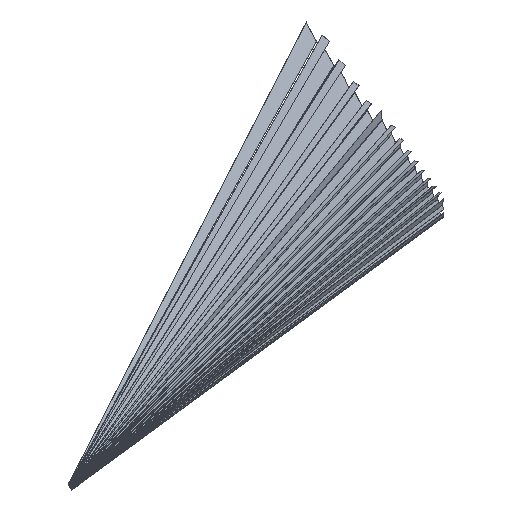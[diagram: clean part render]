
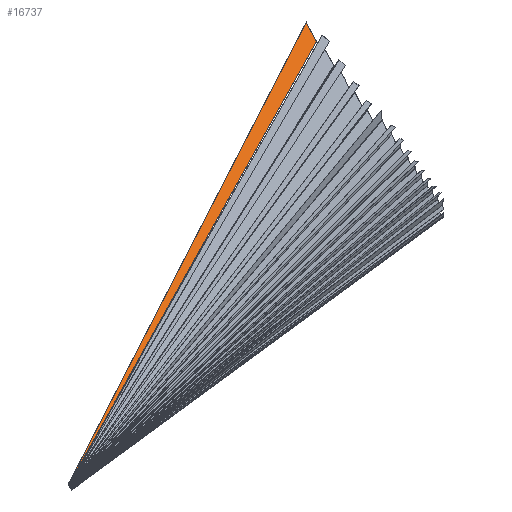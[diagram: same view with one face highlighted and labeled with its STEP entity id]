
A CAD part, isometric view. The second image highlights one B-rep face of the part: STEP entity #16737.
In plain terms, the highlighted planar face has unit normal (-0.013, -0.74, 0.672).
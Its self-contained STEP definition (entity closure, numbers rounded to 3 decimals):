
#16737 = ADVANCED_FACE('',(#16738),#16752,.F.);
#16738 = FACE_BOUND('',#16739,.F.);
#16739 = EDGE_LOOP('',(#16740,#16774,#16801,#16828));
#16740 = ORIENTED_EDGE('',*,*,#16741,.T.);
#16741 = EDGE_CURVE('',#16742,#16744,#16746,.T.);
#16742 = VERTEX_POINT('',#16743);
#16743 = CARTESIAN_POINT('',(750.,265.765,306.8));
#16744 = VERTEX_POINT('',#16745);
#16745 = CARTESIAN_POINT('',(750.,245.339,284.315));
#16746 = SURFACE_CURVE('',#16747,(#16751,#16763),.PCURVE_S1.);
#16747 = LINE('',#16748,#16749);
#16748 = CARTESIAN_POINT('',(750.,267.15,308.325));
#16749 = VECTOR('',#16750,1.);
#16750 = DIRECTION('',(0.,-0.672,-0.74));
#16751 = PCURVE('',#16752,#16757);
#16752 = PLANE('',#16753);
#16753 = AXIS2_PLACEMENT_3D('',#16754,#16755,#16756);
#16754 = CARTESIAN_POINT('',(391.857,133.877,
    154.922));
#16755 = DIRECTION('',(0.013,0.74,-0.672)
  );
#16756 = DIRECTION('',(0.,0.672,0.74));
#16757 = DEFINITIONAL_REPRESENTATION('',(#16758),#16762);
#16758 = LINE('',#16759,#16760);
#16759 = CARTESIAN_POINT('',(203.159,358.172));
#16760 = VECTOR('',#16761,1.);
#16761 = DIRECTION('',(-1.,0.));
#16762 = ( GEOMETRIC_REPRESENTATION_CONTEXT(2) 
PARAMETRIC_REPRESENTATION_CONTEXT() REPRESENTATION_CONTEXT('2D SPACE',''
  ) );
#16763 = PCURVE('',#16764,#16769);
#16764 = PLANE('',#16765);
#16765 = AXIS2_PLACEMENT_3D('',#16766,#16767,#16768);
#16766 = CARTESIAN_POINT('',(750.,256.355,296.218));
#16767 = DIRECTION('',(-1.,0.,0.));
#16768 = DIRECTION('',(0.,-1.,0.));
#16769 = DEFINITIONAL_REPRESENTATION('',(#16770),#16773);
#16770 = B_SPLINE_CURVE_WITH_KNOTS('',1,(#16771,#16772),.UNSPECIFIED.,
  .F.,.F.,(2,2),(0.,32.437),.PIECEWISE_BEZIER_KNOTS.);
#16771 = CARTESIAN_POINT('',(-10.795,12.107));
#16772 = CARTESIAN_POINT('',(11.016,-11.903));
#16773 = ( GEOMETRIC_REPRESENTATION_CONTEXT(2) 
PARAMETRIC_REPRESENTATION_CONTEXT() REPRESENTATION_CONTEXT('2D SPACE',''
  ) );
#16774 = ORIENTED_EDGE('',*,*,#16775,.T.);
#16775 = EDGE_CURVE('',#16744,#16776,#16778,.T.);
#16776 = VERTEX_POINT('',#16777);
#16777 = CARTESIAN_POINT('',(20.,6.435,7.681));
#16778 = SURFACE_CURVE('',#16779,(#16783,#16790),.PCURVE_S1.);
#16779 = LINE('',#16780,#16781);
#16780 = CARTESIAN_POINT('',(750.,245.339,284.315));
#16781 = VECTOR('',#16782,1.);
#16782 = DIRECTION('',(-0.894,-0.293,-0.339)
  );
#16783 = PCURVE('',#16752,#16784);
#16784 = DEFINITIONAL_REPRESENTATION('',(#16785),#16789);
#16785 = LINE('',#16786,#16787);
#16786 = CARTESIAN_POINT('',(170.722,358.172));
#16787 = VECTOR('',#16788,1.);
#16788 = DIRECTION('',(-0.448,-0.894));
#16789 = ( GEOMETRIC_REPRESENTATION_CONTEXT(2) 
PARAMETRIC_REPRESENTATION_CONTEXT() REPRESENTATION_CONTEXT('2D SPACE',''
  ) );
#16790 = PCURVE('',#16791,#16796);
#16791 = PLANE('',#16792);
#16792 = AXIS2_PLACEMENT_3D('',#16793,#16794,#16795);
#16793 = CARTESIAN_POINT('',(385.,125.998,145.896));
#16794 = DIRECTION('',(-0.448,0.605,0.658));
#16795 = DIRECTION('',(0.,0.736,-0.677));
#16796 = DEFINITIONAL_REPRESENTATION('',(#16797),#16800);
#16797 = B_SPLINE_CURVE_WITH_KNOTS('',1,(#16798,#16799),.UNSPECIFIED.,
  .F.,.F.,(2,2),(0.,816.396),.PIECEWISE_BEZIER_KNOTS.);
#16798 = CARTESIAN_POINT('',(-5.883,-408.158));
#16799 = CARTESIAN_POINT('',(5.583,408.158));
#16800 = ( GEOMETRIC_REPRESENTATION_CONTEXT(2) 
PARAMETRIC_REPRESENTATION_CONTEXT() REPRESENTATION_CONTEXT('2D SPACE',''
  ) );
#16801 = ORIENTED_EDGE('',*,*,#16802,.T.);
#16802 = EDGE_CURVE('',#16776,#16803,#16805,.T.);
#16803 = VERTEX_POINT('',#16804);
#16804 = CARTESIAN_POINT('',(20.,6.907,8.2));
#16805 = SURFACE_CURVE('',#16806,(#16810,#16817),.PCURVE_S1.);
#16806 = LINE('',#16807,#16808);
#16807 = CARTESIAN_POINT('',(20.,6.435,7.681));
#16808 = VECTOR('',#16809,1.);
#16809 = DIRECTION('',(0.,0.672,0.74));
#16810 = PCURVE('',#16752,#16811);
#16811 = DEFINITIONAL_REPRESENTATION('',(#16812),#16816);
#16812 = LINE('',#16813,#16814);
#16813 = CARTESIAN_POINT('',(-194.679,-371.886));
#16814 = VECTOR('',#16815,1.);
#16815 = DIRECTION('',(1.,0.));
#16816 = ( GEOMETRIC_REPRESENTATION_CONTEXT(2) 
PARAMETRIC_REPRESENTATION_CONTEXT() REPRESENTATION_CONTEXT('2D SPACE',''
  ) );
#16817 = PCURVE('',#16818,#16823);
#16818 = PLANE('',#16819);
#16819 = AXIS2_PLACEMENT_3D('',#16820,#16821,#16822);
#16820 = CARTESIAN_POINT('',(20.,6.836,7.899));
#16821 = DIRECTION('',(1.,0.,0.));
#16822 = DIRECTION('',(0.,0.,1.));
#16823 = DEFINITIONAL_REPRESENTATION('',(#16824),#16827);
#16824 = B_SPLINE_CURVE_WITH_KNOTS('',1,(#16825,#16826),.UNSPECIFIED.,
  .F.,.F.,(2,2),(0.,0.865),.PIECEWISE_BEZIER_KNOTS.);
#16825 = CARTESIAN_POINT('',(-0.219,0.401));
#16826 = CARTESIAN_POINT('',(0.422,-0.18));
#16827 = ( GEOMETRIC_REPRESENTATION_CONTEXT(2) 
PARAMETRIC_REPRESENTATION_CONTEXT() REPRESENTATION_CONTEXT('2D SPACE',''
  ) );
#16828 = ORIENTED_EDGE('',*,*,#16829,.F.);
#16829 = EDGE_CURVE('',#16742,#16803,#16830,.T.);
#16830 = SURFACE_CURVE('',#16831,(#16835,#16841),.PCURVE_S1.);
#16831 = LINE('',#16832,#16833);
#16832 = CARTESIAN_POINT('',(406.374,143.915,
    166.243));
#16833 = VECTOR('',#16834,1.);
#16834 = DIRECTION('',(-0.879,-0.312,-0.36)
  );
#16835 = PCURVE('',#16752,#16836);
#16836 = DEFINITIONAL_REPRESENTATION('',(#16837),#16840);
#16837 = B_SPLINE_CURVE_WITH_KNOTS('',1,(#16838,#16839),.UNSPECIFIED.,
  .F.,.F.,(2,2),(-473.756,522.367),
  .PIECEWISE_BEZIER_KNOTS.);
#16838 = CARTESIAN_POINT('',(240.607,431.177));
#16839 = CARTESIAN_POINT('',(-233.485,-444.892));
#16840 = ( GEOMETRIC_REPRESENTATION_CONTEXT(2) 
PARAMETRIC_REPRESENTATION_CONTEXT() REPRESENTATION_CONTEXT('2D SPACE',''
  ) );
#16841 = PCURVE('',#16842,#16847);
#16842 = PLANE('',#16843);
#16843 = AXIS2_PLACEMENT_3D('',#16844,#16845,#16846);
#16844 = CARTESIAN_POINT('',(442.008,90.651,
    180.819));
#16845 = DIRECTION('',(0.379,0.,-0.926
    ));
#16846 = DIRECTION('',(-0.926,0.,-0.379));
#16847 = DEFINITIONAL_REPRESENTATION('',(#16848),#16851);
#16848 = B_SPLINE_CURVE_WITH_KNOTS('',1,(#16849,#16850),.UNSPECIFIED.,
  .F.,.F.,(2,2),(-473.756,522.367),
  .PIECEWISE_BEZIER_KNOTS.);
#16849 = CARTESIAN_POINT('',(-411.633,200.999));
#16850 = CARTESIAN_POINT('',(534.818,-109.63));
#16851 = ( GEOMETRIC_REPRESENTATION_CONTEXT(2) 
PARAMETRIC_REPRESENTATION_CONTEXT() REPRESENTATION_CONTEXT('2D SPACE',''
  ) );
